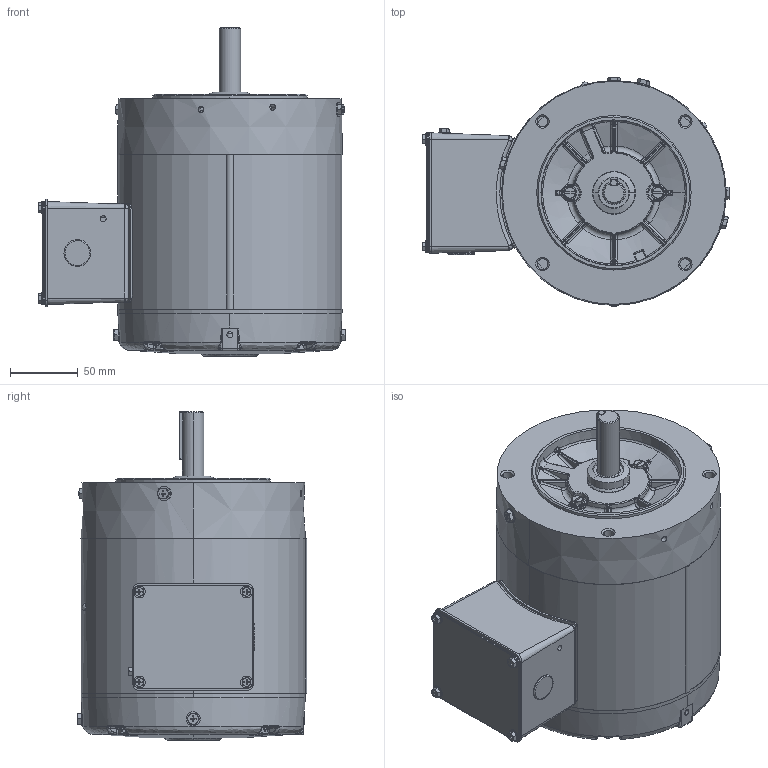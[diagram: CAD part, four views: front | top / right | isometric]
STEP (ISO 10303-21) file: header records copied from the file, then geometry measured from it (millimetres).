
FILE_DESCRIPTION (( 'STEP AP214' ), '1' );
FILE_NAME ('034960-450_Rev01_56C_0P25HP wo Front Bell COMPLETE A Coord.STEP', '2021-07-29T12:42:15', ( '' ), ( '' ), 'SwSTEP 2.0', 'SolidWorks 2017', '' );
FILE_SCHEMA (( 'AUTOMOTIVE_DESIGN' ));
Length unit declared in the file: inch
Products named in the file (1): 034960-450_Rev01_56C_0P25HP wo Front Bell COMPLETE A Coord
Bounding box: 227.63 x 169.77 x 242.76 mm (x, y, z)
Volume: 993555.3 mm3; surface area: 426342.8 mm2
Topology: 36 solids, 37 shells, 3590 faces, 8556 edges, 5026 vertices
Faces by surface type: bspline 1728, plane 847, cylinder 549, cone 372, torus 86, sphere 8
Entity records: 205142 total; most frequent: CARTESIAN_POINT 99498, ORIENTED_EDGE 16846, DIRECTION 11046, EDGE_CURVE 8423, VERTEX_POINT 5026, AXIS2_PLACEMENT_3D 4417, EDGE_LOOP 3797, ADVANCED_FACE 3590
